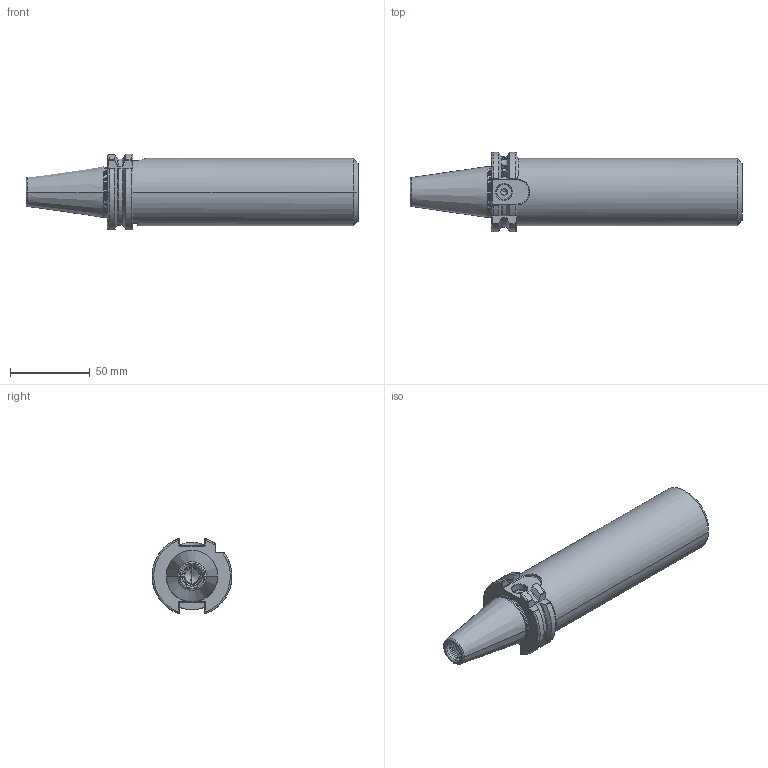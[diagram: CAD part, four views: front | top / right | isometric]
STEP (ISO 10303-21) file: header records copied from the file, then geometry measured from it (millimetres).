
FILE_DESCRIPTION (( 'STEP AP203' ), '1' );
FILE_NAME ('302.17.40.STEP', '2016-07-25T03:59:55', ( '' ), ( '' ), 'SwSTEP 2.0', 'SolidWorks 2012', '' );
FILE_SCHEMA (( 'CONFIG_CONTROL_DESIGN' ));
Length unit declared in the file: millimetre
Products named in the file (1): 302.17.40
Bounding box: 207.8 x 50 x 47.21 mm (x, y, z)
Volume: 243745.9 mm3; surface area: 30802.3 mm2
Topology: 1 solids, 1 shells, 183 faces, 478 edges, 290 vertices
Faces by surface type: cylinder 56, plane 48, cone 35, torus 30, bspline 14
Entity records: 9911 total; most frequent: CARTESIAN_POINT 5718, ORIENTED_EDGE 932, DIRECTION 788, EDGE_CURVE 466, AXIS2_PLACEMENT_3D 311, VERTEX_POINT 290, EDGE_LOOP 188, FACE_OUTER_BOUND 183
